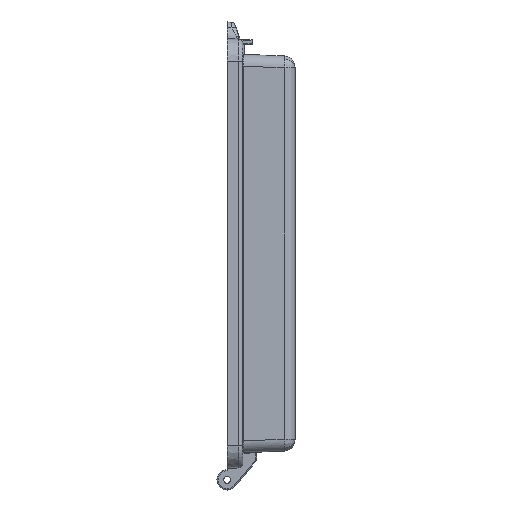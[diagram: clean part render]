
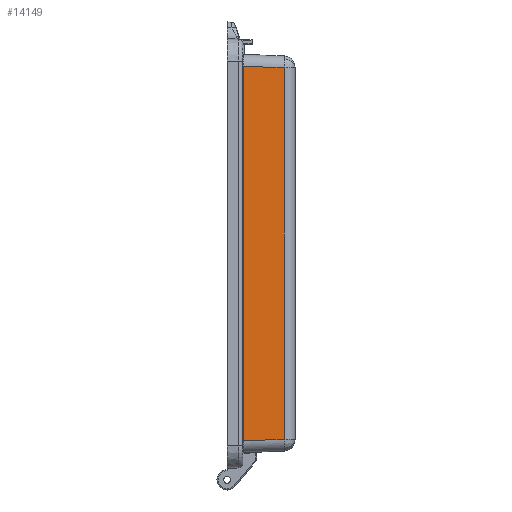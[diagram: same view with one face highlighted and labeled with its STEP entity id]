
A CAD part, left-side view. The second image highlights one B-rep face of the part: STEP entity #14149.
In plain terms, the highlighted planar face has unit normal (-0.999, -0.035, 0).
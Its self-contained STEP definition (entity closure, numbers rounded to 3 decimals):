
#371=PLANE('',#15179);
#1259=LINE('',#23491,#2517);
#1260=LINE('',#23493,#2518);
#1261=LINE('',#23495,#2519);
#1262=LINE('',#23496,#2520);
#2517=VECTOR('',#16964,1000.);
#2518=VECTOR('',#16965,1000.);
#2519=VECTOR('',#16966,1000.);
#2520=VECTOR('',#16967,1000.);
#3682=FACE_OUTER_BOUND('',#4565,.T.);
#4565=EDGE_LOOP('',(#10525,#10526,#10527,#10528));
#6160=VERTEX_POINT('',#20263);
#6174=VERTEX_POINT('',#20579);
#6701=VERTEX_POINT('',#23492);
#6702=VERTEX_POINT('',#23494);
#8181=EDGE_CURVE('',#6174,#6160,#1259,.T.);
#8182=EDGE_CURVE('',#6160,#6701,#1260,.T.);
#8183=EDGE_CURVE('',#6701,#6702,#1261,.T.);
#8184=EDGE_CURVE('',#6702,#6174,#1262,.T.);
#10525=ORIENTED_EDGE('',*,*,#8181,.T.);
#10526=ORIENTED_EDGE('',*,*,#8182,.T.);
#10527=ORIENTED_EDGE('',*,*,#8183,.T.);
#10528=ORIENTED_EDGE('',*,*,#8184,.T.);
#14149=ADVANCED_FACE('',(#3682),#371,.T.);
#15179=AXIS2_PLACEMENT_3D('',#23490,#16962,#16963);
#16962=DIRECTION('center_axis',(-0.999,-0.035,
0.));
#16963=DIRECTION('ref_axis',(0.035,-0.999,0.));
#16964=DIRECTION('',(-0.035,0.999,0.035));
#16965=DIRECTION('',(0.,0.,-1.));
#16966=DIRECTION('',(0.035,-0.999,0.035));
#16967=DIRECTION('',(0.,0.,1.));
#20263=CARTESIAN_POINT('',(-132.992,-7.241,82.741));
#20579=CARTESIAN_POINT('',(-132.366,-25.174,82.115));
#23490=CARTESIAN_POINT('Origin',(-133.245,0.,88.245));
#23491=CARTESIAN_POINT('',(-133.251,0.183,83.001));
#23492=CARTESIAN_POINT('',(-132.992,-7.241,-82.741));
#23493=CARTESIAN_POINT('',(-132.992,-7.241,-82.75));
#23494=CARTESIAN_POINT('',(-132.366,-25.174,-82.115));
#23495=CARTESIAN_POINT('',(-133.037,-5.965,-82.786));
#23496=CARTESIAN_POINT('',(-132.366,-25.174,81.947));
